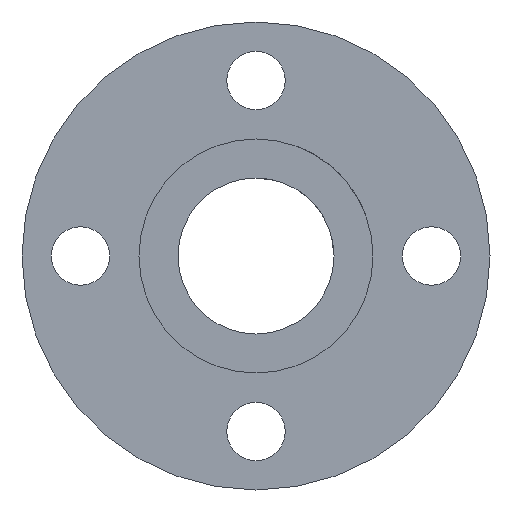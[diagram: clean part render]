
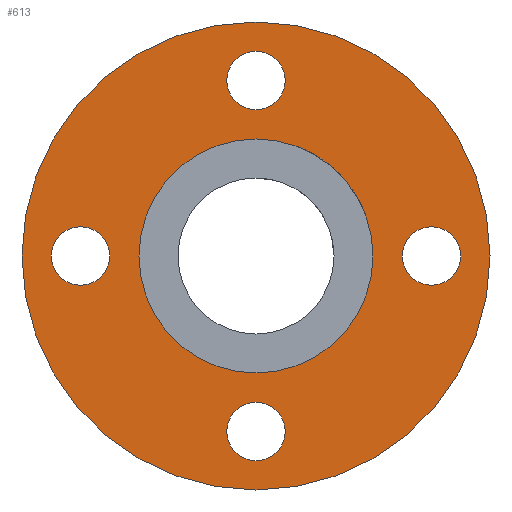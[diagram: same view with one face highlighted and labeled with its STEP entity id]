
A CAD part, left-side view. The second image highlights one B-rep face of the part: STEP entity #613.
In plain terms, the highlighted planar face has unit normal (-1, 0, 0).
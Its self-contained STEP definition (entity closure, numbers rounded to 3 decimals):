
#17 = DIRECTION ( 'NONE',  ( 1., 0., 0. ) ) ;
#27 = CARTESIAN_POINT ( 'NONE',  ( 10., 0., -12. ) ) ;
#32 = VERTEX_POINT ( 'NONE', #461 ) ;
#33 = EDGE_CURVE ( 'NONE', #36, #448, #136, .T. ) ;
#35 = DIRECTION ( 'NONE',  ( 1., 0., 0. ) ) ;
#36 = VERTEX_POINT ( 'NONE', #159 ) ;
#38 = CIRCLE ( 'NONE', #481, 1.5 ) ;
#41 = DIRECTION ( 'NONE',  ( 0., 0., -1. ) ) ;
#45 = EDGE_CURVE ( 'NONE', #316, #501, #701, .T. ) ;
#49 = AXIS2_PLACEMENT_3D ( 'NONE', #722, #582, #282 ) ;
#50 = AXIS2_PLACEMENT_3D ( 'NONE', #76, #262, #272 ) ;
#58 = EDGE_CURVE ( 'NONE', #640, #32, #658, .T. ) ;
#59 = CARTESIAN_POINT ( 'NONE',  ( 10., 0., -10.5 ) ) ;
#62 = DIRECTION ( 'NONE',  ( 0., 0., -1. ) ) ;
#70 = ORIENTED_EDGE ( 'NONE', *, *, #58, .T. ) ;
#76 = CARTESIAN_POINT ( 'NONE',  ( 10., -9., 0. ) ) ;
#79 = DIRECTION ( 'NONE',  ( 0., 0., -1. ) ) ;
#81 = ORIENTED_EDGE ( 'NONE', *, *, #742, .T. ) ;
#97 = CARTESIAN_POINT ( 'NONE',  ( 10., 0., -6. ) ) ;
#103 = CARTESIAN_POINT ( 'NONE',  ( 10., 0., 0. ) ) ;
#110 = FACE_BOUND ( 'NONE', #760, .T. ) ;
#122 = CIRCLE ( 'NONE', #190, 1.5 ) ;
#136 = CIRCLE ( 'NONE', #49, 1.5 ) ;
#138 = DIRECTION ( 'NONE',  ( 1., 0., 0. ) ) ;
#139 = EDGE_LOOP ( 'NONE', ( #356, #515 ) ) ;
#146 = DIRECTION ( 'NONE',  ( 0., 0., -1. ) ) ;
#159 = CARTESIAN_POINT ( 'NONE',  ( 10., 0., 10.5 ) ) ;
#163 = AXIS2_PLACEMENT_3D ( 'NONE', #780, #227, #464 ) ;
#177 = CIRCLE ( 'NONE', #762, 12. ) ;
#183 = ORIENTED_EDGE ( 'NONE', *, *, #45, .T. ) ;
#190 = AXIS2_PLACEMENT_3D ( 'NONE', #679, #17, #79 ) ;
#202 = ORIENTED_EDGE ( 'NONE', *, *, #678, .T. ) ;
#204 = AXIS2_PLACEMENT_3D ( 'NONE', #571, #696, #146 ) ;
#215 = ORIENTED_EDGE ( 'NONE', *, *, #304, .F. ) ;
#222 = CARTESIAN_POINT ( 'NONE',  ( 10., 0., 0. ) ) ;
#227 = DIRECTION ( 'NONE',  ( 1., 0., 0. ) ) ;
#231 = AXIS2_PLACEMENT_3D ( 'NONE', #605, #247, #62 ) ;
#236 = FACE_BOUND ( 'NONE', #139, .T. ) ;
#238 = FACE_BOUND ( 'NONE', #363, .T. ) ;
#247 = DIRECTION ( 'NONE',  ( 1., 0., 0. ) ) ;
#258 = CARTESIAN_POINT ( 'NONE',  ( 10., 0., 12. ) ) ;
#262 = DIRECTION ( 'NONE',  ( 1., 0., 0. ) ) ;
#271 = VERTEX_POINT ( 'NONE', #258 ) ;
#272 = DIRECTION ( 'NONE',  ( 0., 0., -1. ) ) ;
#275 = VERTEX_POINT ( 'NONE', #500 ) ;
#281 = AXIS2_PLACEMENT_3D ( 'NONE', #508, #138, #755 ) ;
#282 = DIRECTION ( 'NONE',  ( 0., 0., -1. ) ) ;
#286 = DIRECTION ( 'NONE',  ( 1., 0., 0. ) ) ;
#289 = DIRECTION ( 'NONE',  ( 1., 0., 0. ) ) ;
#304 = EDGE_CURVE ( 'NONE', #671, #271, #759, .T. ) ;
#305 = CIRCLE ( 'NONE', #561, 1.5 ) ;
#306 = CARTESIAN_POINT ( 'NONE',  ( 10., 9., -1.5 ) ) ;
#316 = VERTEX_POINT ( 'NONE', #326 ) ;
#318 = AXIS2_PLACEMENT_3D ( 'NONE', #103, #35, #779 ) ;
#326 = CARTESIAN_POINT ( 'NONE',  ( 10., 0., 6. ) ) ;
#328 = EDGE_CURVE ( 'NONE', #653, #597, #583, .T. ) ;
#337 = DIRECTION ( 'NONE',  ( 1., 0., 0. ) ) ;
#340 = EDGE_CURVE ( 'NONE', #501, #316, #511, .T. ) ;
#341 = DIRECTION ( 'NONE',  ( 0., 0., -1. ) ) ;
#356 = ORIENTED_EDGE ( 'NONE', *, *, #33, .T. ) ;
#363 = EDGE_LOOP ( 'NONE', ( #81, #783 ) ) ;
#389 = CIRCLE ( 'NONE', #50, 1.5 ) ;
#392 = CARTESIAN_POINT ( 'NONE',  ( 10., 0., -9. ) ) ;
#394 = EDGE_CURVE ( 'NONE', #271, #671, #177, .T. ) ;
#397 = CARTESIAN_POINT ( 'NONE',  ( 10., 0., 7.5 ) ) ;
#398 = CARTESIAN_POINT ( 'NONE',  ( 10., 0., 0. ) ) ;
#421 = ORIENTED_EDGE ( 'NONE', *, *, #710, .T. ) ;
#448 = VERTEX_POINT ( 'NONE', #397 ) ;
#454 = EDGE_CURVE ( 'NONE', #448, #36, #305, .T. ) ;
#461 = CARTESIAN_POINT ( 'NONE',  ( 10., 0., -7.5 ) ) ;
#463 = CARTESIAN_POINT ( 'NONE',  ( 10., 0., 9. ) ) ;
#464 = DIRECTION ( 'NONE',  ( 0., 0., -1. ) ) ;
#465 = EDGE_LOOP ( 'NONE', ( #765, #215 ) ) ;
#478 = PLANE ( 'NONE',  #231 ) ;
#481 = AXIS2_PLACEMENT_3D ( 'NONE', #392, #580, #766 ) ;
#493 = CARTESIAN_POINT ( 'NONE',  ( 10., -9., 1.5 ) ) ;
#500 = CARTESIAN_POINT ( 'NONE',  ( 10., -9., -1.5 ) ) ;
#501 = VERTEX_POINT ( 'NONE', #97 ) ;
#508 = CARTESIAN_POINT ( 'NONE',  ( 10., 0., 0. ) ) ;
#511 = CIRCLE ( 'NONE', #318, 6. ) ;
#515 = ORIENTED_EDGE ( 'NONE', *, *, #454, .T. ) ;
#520 = DIRECTION ( 'NONE',  ( 1., 0., 0. ) ) ;
#527 = DIRECTION ( 'NONE',  ( 0., 0., -1. ) ) ;
#532 = DIRECTION ( 'NONE',  ( 0., 0., -1. ) ) ;
#539 = FACE_BOUND ( 'NONE', #690, .T. ) ;
#543 = CARTESIAN_POINT ( 'NONE',  ( 10., 9., 1.5 ) ) ;
#561 = AXIS2_PLACEMENT_3D ( 'NONE', #463, #289, #532 ) ;
#571 = CARTESIAN_POINT ( 'NONE',  ( 10., 9., 0. ) ) ;
#580 = DIRECTION ( 'NONE',  ( 1., 0., 0. ) ) ;
#582 = DIRECTION ( 'NONE',  ( 1., 0., 0. ) ) ;
#583 = CIRCLE ( 'NONE', #204, 1.5 ) ;
#584 = CIRCLE ( 'NONE', #627, 1.5 ) ;
#586 = VERTEX_POINT ( 'NONE', #493 ) ;
#597 = VERTEX_POINT ( 'NONE', #543 ) ;
#598 = FACE_BOUND ( 'NONE', #637, .T. ) ;
#600 = ORIENTED_EDGE ( 'NONE', *, *, #769, .T. ) ;
#605 = CARTESIAN_POINT ( 'NONE',  ( 10., 0., 0. ) ) ;
#606 = AXIS2_PLACEMENT_3D ( 'NONE', #398, #286, #527 ) ;
#613 = ADVANCED_FACE ( 'NONE', ( #539, #236, #238, #110, #598, #659 ), #478, .F. ) ;
#627 = AXIS2_PLACEMENT_3D ( 'NONE', #778, #337, #341 ) ;
#637 = EDGE_LOOP ( 'NONE', ( #202, #421 ) ) ;
#640 = VERTEX_POINT ( 'NONE', #59 ) ;
#653 = VERTEX_POINT ( 'NONE', #306 ) ;
#658 = CIRCLE ( 'NONE', #163, 1.5 ) ;
#659 = FACE_OUTER_BOUND ( 'NONE', #465, .T. ) ;
#671 = VERTEX_POINT ( 'NONE', #27 ) ;
#678 = EDGE_CURVE ( 'NONE', #586, #275, #122, .T. ) ;
#679 = CARTESIAN_POINT ( 'NONE',  ( 10., -9., 0. ) ) ;
#690 = EDGE_LOOP ( 'NONE', ( #183, #737 ) ) ;
#696 = DIRECTION ( 'NONE',  ( 1., 0., 0. ) ) ;
#701 = CIRCLE ( 'NONE', #606, 6. ) ;
#710 = EDGE_CURVE ( 'NONE', #275, #586, #389, .T. ) ;
#722 = CARTESIAN_POINT ( 'NONE',  ( 10., 0., 9. ) ) ;
#737 = ORIENTED_EDGE ( 'NONE', *, *, #340, .T. ) ;
#742 = EDGE_CURVE ( 'NONE', #597, #653, #584, .T. ) ;
#755 = DIRECTION ( 'NONE',  ( 0., 0., -1. ) ) ;
#759 = CIRCLE ( 'NONE', #281, 12. ) ;
#760 = EDGE_LOOP ( 'NONE', ( #600, #70 ) ) ;
#762 = AXIS2_PLACEMENT_3D ( 'NONE', #222, #520, #41 ) ;
#765 = ORIENTED_EDGE ( 'NONE', *, *, #394, .F. ) ;
#766 = DIRECTION ( 'NONE',  ( 0., 0., -1. ) ) ;
#769 = EDGE_CURVE ( 'NONE', #32, #640, #38, .T. ) ;
#778 = CARTESIAN_POINT ( 'NONE',  ( 10., 9., 0. ) ) ;
#779 = DIRECTION ( 'NONE',  ( 0., 0., -1. ) ) ;
#780 = CARTESIAN_POINT ( 'NONE',  ( 10., 0., -9. ) ) ;
#783 = ORIENTED_EDGE ( 'NONE', *, *, #328, .T. ) ;
